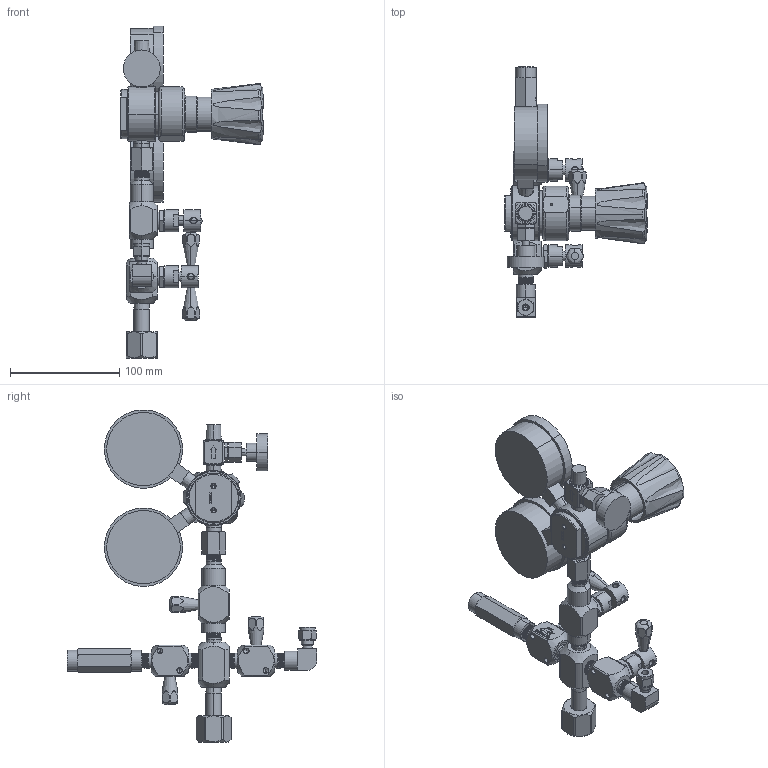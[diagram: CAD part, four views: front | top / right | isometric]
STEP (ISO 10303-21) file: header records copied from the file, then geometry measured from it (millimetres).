
FILE_DESCRIPTION((''),'2;1');
FILE_NAME('M3220B-330-CP_ASM','2020-04-22T15:42:54',('DLachman'),('MATHESON TRI-GAS'),'CREO PARAMETRIC BY PTC INC, 2018260','CREO PARAMETRIC BY PTC INC, 2018260','');
FILE_SCHEMA(('CONFIG_CONTROL_DESIGN'));
Length unit declared in the file: inch
Products named in the file (12): MREG-5493-MA; MCNN-0247-MA; MGAG-0051-MA; MGAG-0050-MA; MVLV-1892-MA; MADP-0056-MA; PRG-X-0025_1_1; PRG-X-0025_1_2; PRG-X-0025_1_3; PRG-X-0025_1_4; MPRG-0028-BO_ASM; M3220B-330-CP_ASM
Assembly tree (11 placements, depth 3):
  M3220B-330-CP_ASM
    MREG-5493-MA
    MCNN-0247-MA
    MGAG-0051-MA
    MGAG-0050-MA
    MVLV-1892-MA
    MADP-0056-MA
    MPRG-0028-BO_ASM
      PRG-X-0025_1_1
      PRG-X-0025_1_2
      PRG-X-0025_1_3
      PRG-X-0025_1_4
Bounding box: 130.43 x 229.34 x 304.56 mm (x, y, z)
Volume: 659804.8 mm3; surface area: 143132.6 mm2
Topology: 11 solids, 11 shells, 1881 faces, 4974 edges, 3235 vertices
Faces by surface type: plane 745, cone 380, cylinder 360, extrusion 307, torus 50, bspline 38, sphere 1
Entity records: 92575 total; most frequent: CARTESIAN_POINT 47467, ORIENTED_EDGE 9888, DIRECTION 8136, EDGE_CURVE 4944, VERTEX_POINT 3235, VECTOR 2816, AXIS2_PLACEMENT_3D 2660, LINE 2509
